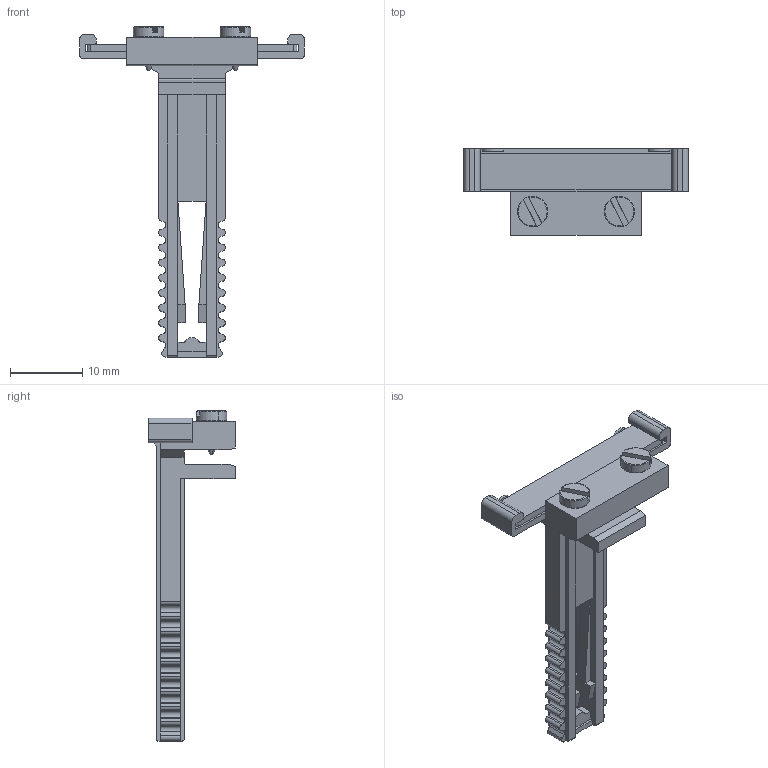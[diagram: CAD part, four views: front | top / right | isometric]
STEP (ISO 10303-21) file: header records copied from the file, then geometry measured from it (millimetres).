
FILE_DESCRIPTION (( 'STEP AP203' ), '1' );
FILE_NAME ('GMH9.STEP', '2024-11-22T13:26:31', ( '' ), ( '' ), 'SwSTEP 2.0', 'SolidWorks 2022', '' );
FILE_SCHEMA (( 'CONFIG_CONTROL_DESIGN' ));
Length unit declared in the file: millimetre
Products named in the file (1): GMH9
Bounding box: 31.1 x 12 x 45.64 mm (x, y, z)
Volume: 1988.1 mm3; surface area: 2404.8 mm2
Topology: 1 solids, 3 shells, 264 faces, 751 edges, 490 vertices
Faces by surface type: plane 154, cylinder 92, torus 10, cone 8
Entity records: 8852 total; most frequent: CARTESIAN_POINT 1702, ORIENTED_EDGE 1502, DIRECTION 1493, EDGE_CURVE 751, LINE 523, VECTOR 523, VERTEX_POINT 490, AXIS2_PLACEMENT_3D 485
